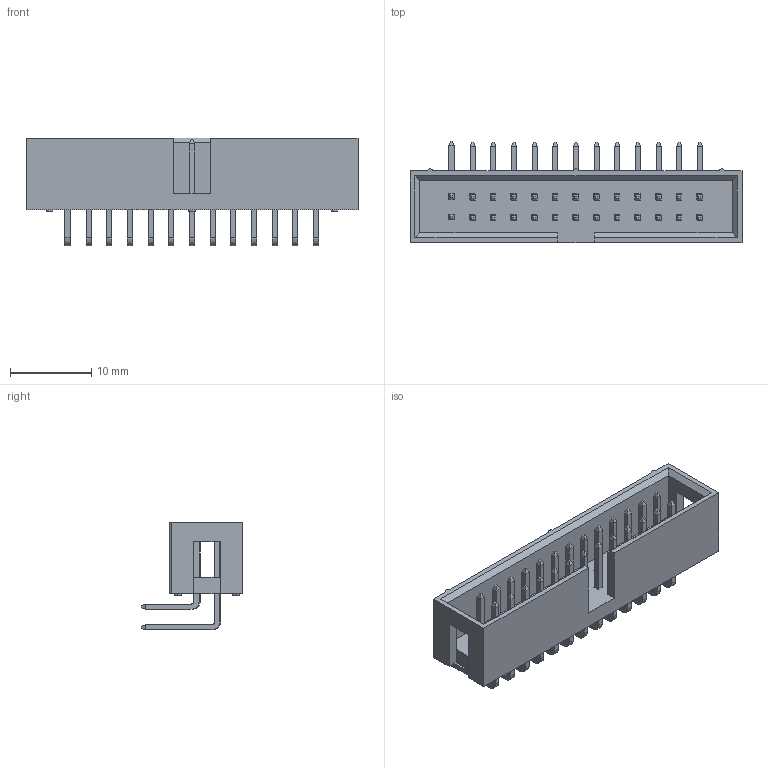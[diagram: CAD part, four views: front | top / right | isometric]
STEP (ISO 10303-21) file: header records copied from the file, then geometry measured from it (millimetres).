
FILE_DESCRIPTION(('STEP AP214'),'1');
FILE_NAME('612026235221.stp','2018-02-20T05:10:08',('TraceParts'),('TraceParts S.A.'),'Spatial InterOp 3D',' ',' ');
FILE_SCHEMA(('automotive_design'));
Length unit declared in the file: millimetre
Products named in the file (27): 612026235221_1; 612026235221_2; 612026235221_3; 612026235221_4; 612026235221_5; 612026235221_6; 612026235221_7; 612026235221_8; 612026235221_9; 612026235221_10; 612026235221_11; 612026235221_12; 612026235221_13; 612026235221_14; 612026235221_15; 612026235221_16; 612026235221_17; 612026235221_18; 612026235221_19; 612026235221_20; 612026235221_21; 612026235221_22; 612026235221_23; 612026235221_24; 612026235221_25; 612026235221_26; 612026235221_27
Bounding box: 40.82 x 12.45 x 13.26 mm (x, y, z)
Volume: 1555.4 mm3; surface area: 3477.5 mm2
Topology: 27 solids, 27 shells, 727 faces, 1693 edges, 1022 vertices
Faces by surface type: plane 660, cylinder 67
Entity records: 26295 total; most frequent: CARTESIAN_POINT 3469, ORIENTED_EDGE 3386, DIRECTION 3335, EDGE_CURVE 1693, LINE 1559, VECTOR 1559, VERTEX_POINT 1022, AXIS2_PLACEMENT_3D 888
